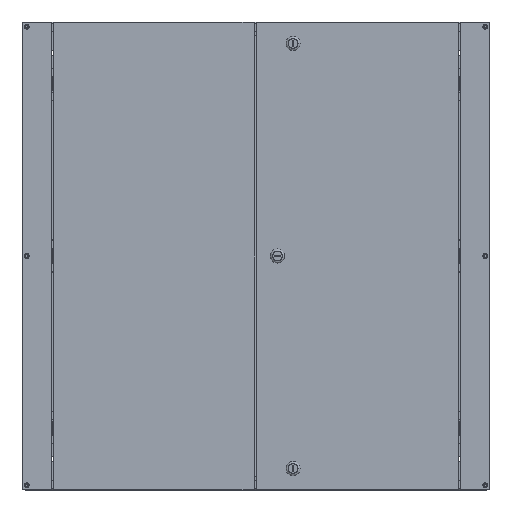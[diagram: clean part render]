
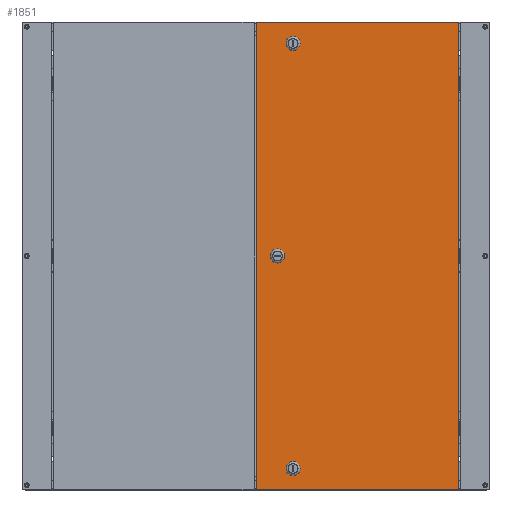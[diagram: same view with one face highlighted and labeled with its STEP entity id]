
A CAD part, front view. The second image highlights one B-rep face of the part: STEP entity #1851.
In plain terms, the highlighted planar face has unit normal (0, -1, 0).
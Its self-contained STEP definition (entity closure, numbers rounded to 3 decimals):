
#1851 = ADVANCED_FACE( '', ( #3689, #3690, #3691, #3692 ), #3693, .T. );
#3689 = FACE_BOUND( '', #21469, .T. );
#3690 = FACE_BOUND( '', #21470, .T. );
#3691 = FACE_BOUND( '', #21471, .T. );
#3692 = FACE_OUTER_BOUND( '', #21472, .T. );
#3693 = PLANE( '', #21473 );
#21469 = EDGE_LOOP( '', ( #36901, #36902, #36903, #36904 ) );
#21470 = EDGE_LOOP( '', ( #36905, #36906, #36907, #36908 ) );
#21471 = EDGE_LOOP( '', ( #36909, #36910, #36911, #36912 ) );
#21472 = EDGE_LOOP( '', ( #36913, #36914, #36915, #36916 ) );
#21473 = AXIS2_PLACEMENT_3D( '', #36917, #36918, #36919 );
#36901 = ORIENTED_EDGE( '', *, *, #40402, .F. );
#36902 = ORIENTED_EDGE( '', *, *, #40353, .F. );
#36903 = ORIENTED_EDGE( '', *, *, #40403, .F. );
#36904 = ORIENTED_EDGE( '', *, *, #39710, .F. );
#36905 = ORIENTED_EDGE( '', *, *, #39932, .F. );
#36906 = ORIENTED_EDGE( '', *, *, #40404, .F. );
#36907 = ORIENTED_EDGE( '', *, *, #39883, .F. );
#36908 = ORIENTED_EDGE( '', *, *, #40405, .F. );
#36909 = ORIENTED_EDGE( '', *, *, #39003, .F. );
#36910 = ORIENTED_EDGE( '', *, *, #40406, .F. );
#36911 = ORIENTED_EDGE( '', *, *, #39237, .F. );
#36912 = ORIENTED_EDGE( '', *, *, #40407, .F. );
#36913 = ORIENTED_EDGE( '', *, *, #40290, .T. );
#36914 = ORIENTED_EDGE( '', *, *, #40275, .T. );
#36915 = ORIENTED_EDGE( '', *, *, #40127, .T. );
#36916 = ORIENTED_EDGE( '', *, *, #40408, .T. );
#36917 = CARTESIAN_POINT( '', ( 0., 0., 0. ) );
#36918 = DIRECTION( '', ( 0., -1., 0. ) );
#36919 = DIRECTION( '', ( 0., 0., -1. ) );
#39003 = EDGE_CURVE( '', #41142, #41144, #41145, .T. );
#39237 = EDGE_CURVE( '', #41558, #41560, #41561, .T. );
#39710 = EDGE_CURVE( '', #42321, #42323, #42324, .T. );
#39883 = EDGE_CURVE( '', #42581, #42583, #42584, .T. );
#39932 = EDGE_CURVE( '', #42653, #42655, #42656, .T. );
#40127 = EDGE_CURVE( '', #42926, #42927, #42928, .T. );
#40275 = EDGE_CURVE( '', #43119, #42926, #43120, .T. );
#40290 = EDGE_CURVE( '', #43137, #43119, #43138, .T. );
#40353 = EDGE_CURVE( '', #43217, #43219, #43220, .T. );
#40402 = EDGE_CURVE( '', #43219, #42321, #43282, .T. );
#40403 = EDGE_CURVE( '', #42323, #43217, #43283, .T. );
#40404 = EDGE_CURVE( '', #42583, #42653, #43284, .T. );
#40405 = EDGE_CURVE( '', #42655, #42581, #43285, .T. );
#40406 = EDGE_CURVE( '', #41560, #41142, #43286, .T. );
#40407 = EDGE_CURVE( '', #41144, #41558, #43287, .T. );
#40408 = EDGE_CURVE( '', #42927, #43137, #43288, .T. );
#41142 = VERTEX_POINT( '', #44374 );
#41144 = VERTEX_POINT( '', #44377 );
#41145 = CIRCLE( '', #44378, 9.716 );
#41558 = VERTEX_POINT( '', #45147 );
#41560 = VERTEX_POINT( '', #45150 );
#41561 = CIRCLE( '', #45151, 9.716 );
#42321 = VERTEX_POINT( '', #47012 );
#42323 = VERTEX_POINT( '', #47015 );
#42324 = CIRCLE( '', #47016, 9.716 );
#42581 = VERTEX_POINT( '', #47602 );
#42583 = VERTEX_POINT( '', #47605 );
#42584 = CIRCLE( '', #47606, 9.716 );
#42653 = VERTEX_POINT( '', #47711 );
#42655 = VERTEX_POINT( '', #47714 );
#42656 = CIRCLE( '', #47715, 9.716 );
#42926 = VERTEX_POINT( '', #48281 );
#42927 = VERTEX_POINT( '', #48282 );
#42928 = LINE( '', #48283, #48284 );
#43119 = VERTEX_POINT( '', #48744 );
#43120 = LINE( '', #48745, #48746 );
#43137 = VERTEX_POINT( '', #48792 );
#43138 = LINE( '', #48793, #48794 );
#43217 = VERTEX_POINT( '', #49020 );
#43219 = VERTEX_POINT( '', #49023 );
#43220 = CIRCLE( '', #49024, 9.716 );
#43282 = LINE( '', #49195, #49196 );
#43283 = LINE( '', #49197, #49198 );
#43284 = LINE( '', #49199, #49200 );
#43285 = LINE( '', #49201, #49202 );
#43286 = LINE( '', #49203, #49204 );
#43287 = LINE( '', #49205, #49206 );
#43288 = LINE( '', #49207, #49208 );
#44374 = CARTESIAN_POINT( '', ( 138.303, 0., 5.322 ) );
#44377 = CARTESIAN_POINT( '', ( 122.047, 0., 5.322 ) );
#44378 = AXIS2_PLACEMENT_3D( '', #50475, #50476, #50477 );
#45147 = CARTESIAN_POINT( '', ( 122.047, 0., -5.322 ) );
#45150 = CARTESIAN_POINT( '', ( 138.303, 0., -5.322 ) );
#45151 = AXIS2_PLACEMENT_3D( '', #50789, #50790, #50791 );
#47012 = CARTESIAN_POINT( '', ( 99.453, 0., 354.203 ) );
#47015 = CARTESIAN_POINT( '', ( 99.453, 0., 337.947 ) );
#47016 = AXIS2_PLACEMENT_3D( '', #51223, #51224, #51225 );
#47602 = CARTESIAN_POINT( '', ( 110.097, 0., -354.203 ) );
#47605 = CARTESIAN_POINT( '', ( 110.097, 0., -337.947 ) );
#47606 = AXIS2_PLACEMENT_3D( '', #51387, #51388, #51389 );
#47711 = CARTESIAN_POINT( '', ( 99.453, 0., -337.947 ) );
#47714 = CARTESIAN_POINT( '', ( 99.453, 0., -354.203 ) );
#47715 = AXIS2_PLACEMENT_3D( '', #51451, #51452, #51453 );
#48281 = CARTESIAN_POINT( '', ( 165.1, 0., -381. ) );
#48282 = CARTESIAN_POINT( '', ( 165.1, 0., 381. ) );
#48283 = CARTESIAN_POINT( '', ( 165.1, 0., -381. ) );
#48284 = VECTOR( '', #51643, 1000. );
#48744 = CARTESIAN_POINT( '', ( -165.1, 0., -381. ) );
#48745 = CARTESIAN_POINT( '', ( -165.1, 0., -381. ) );
#48746 = VECTOR( '', #51743, 1000. );
#48792 = CARTESIAN_POINT( '', ( -165.1, 0., 381. ) );
#48793 = CARTESIAN_POINT( '', ( -165.1, 0., 381. ) );
#48794 = VECTOR( '', #51751, 1000. );
#49020 = CARTESIAN_POINT( '', ( 110.097, 0., 337.947 ) );
#49023 = CARTESIAN_POINT( '', ( 110.097, 0., 354.203 ) );
#49024 = AXIS2_PLACEMENT_3D( '', #51798, #51799, #51800 );
#49195 = CARTESIAN_POINT( '', ( 110.097, 0., 354.203 ) );
#49196 = VECTOR( '', #51842, 1000. );
#49197 = CARTESIAN_POINT( '', ( 99.453, 0., 337.947 ) );
#49198 = VECTOR( '', #51843, 1000. );
#49199 = CARTESIAN_POINT( '', ( 99.453, 0., -337.947 ) );
#49200 = VECTOR( '', #51844, 1000. );
#49201 = CARTESIAN_POINT( '', ( 99.453, 0., -354.203 ) );
#49202 = VECTOR( '', #51845, 1000. );
#49203 = CARTESIAN_POINT( '', ( 138.303, 0., 5.322 ) );
#49204 = VECTOR( '', #51846, 1000. );
#49205 = CARTESIAN_POINT( '', ( 122.047, 0., 5.322 ) );
#49206 = VECTOR( '', #51847, 1000. );
#49207 = CARTESIAN_POINT( '', ( 165.1, 0., 381. ) );
#49208 = VECTOR( '', #51848, 1000. );
#50475 = CARTESIAN_POINT( '', ( 130.175, 0., 0. ) );
#50476 = DIRECTION( '', ( 0., -1., 0. ) );
#50477 = DIRECTION( '', ( 1., 0., 0. ) );
#50789 = CARTESIAN_POINT( '', ( 130.175, 0., 0. ) );
#50790 = DIRECTION( '', ( 0., -1., 0. ) );
#50791 = DIRECTION( '', ( 1., 0., 0. ) );
#51223 = CARTESIAN_POINT( '', ( 104.775, 0., 346.075 ) );
#51224 = DIRECTION( '', ( 0., -1., 0. ) );
#51225 = DIRECTION( '', ( 0., 0., -1. ) );
#51387 = CARTESIAN_POINT( '', ( 104.775, 0., -346.075 ) );
#51388 = DIRECTION( '', ( 0., -1., 0. ) );
#51389 = DIRECTION( '', ( 0., 0., 1. ) );
#51451 = CARTESIAN_POINT( '', ( 104.775, 0., -346.075 ) );
#51452 = DIRECTION( '', ( 0., -1., 0. ) );
#51453 = DIRECTION( '', ( 0., 0., 1. ) );
#51643 = DIRECTION( '', ( 0., 0., 1. ) );
#51743 = DIRECTION( '', ( 1., 0., 0. ) );
#51751 = DIRECTION( '', ( 0., 0., -1. ) );
#51798 = CARTESIAN_POINT( '', ( 104.775, 0., 346.075 ) );
#51799 = DIRECTION( '', ( 0., -1., 0. ) );
#51800 = DIRECTION( '', ( 0., 0., -1. ) );
#51842 = DIRECTION( '', ( -1., 0., 0. ) );
#51843 = DIRECTION( '', ( 1., 0., 0. ) );
#51844 = DIRECTION( '', ( -1., 0., 0. ) );
#51845 = DIRECTION( '', ( 1., 0., 0. ) );
#51846 = DIRECTION( '', ( 0., 0., 1. ) );
#51847 = DIRECTION( '', ( 0., 0., -1. ) );
#51848 = DIRECTION( '', ( -1., 0., 0. ) );
